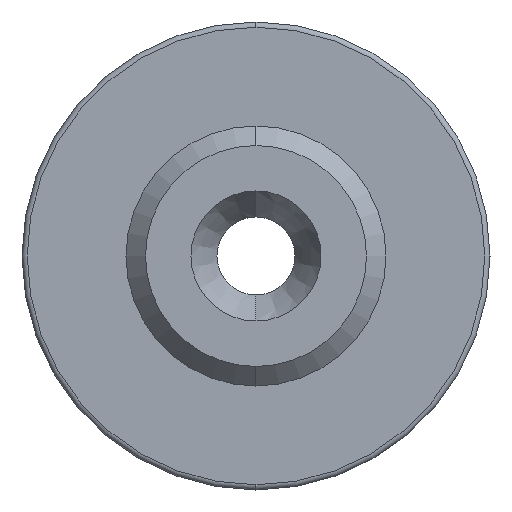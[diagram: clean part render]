
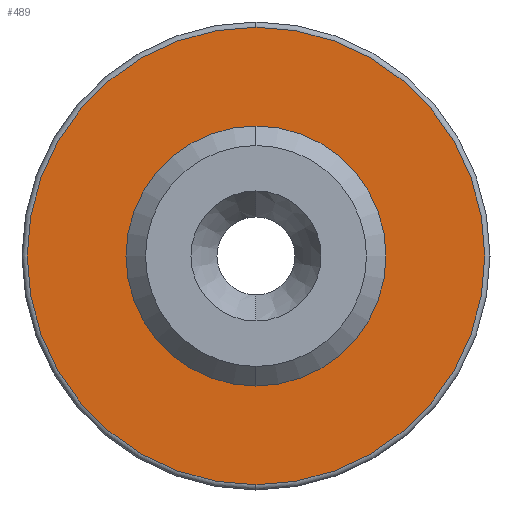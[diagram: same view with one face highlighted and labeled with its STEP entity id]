
A CAD part, left-side view. The second image highlights one B-rep face of the part: STEP entity #489.
In plain terms, the highlighted planar face has unit normal (-1, 0, 0).
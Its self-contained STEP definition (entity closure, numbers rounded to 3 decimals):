
#7 = VERTEX_POINT ( 'NONE', #468 ) ;
#30 = DIRECTION ( 'NONE',  ( 0., 0., -1. ) ) ;
#56 = DIRECTION ( 'NONE',  ( -1., 0., 0. ) ) ;
#83 = AXIS2_PLACEMENT_3D ( 'NONE', #240, #56, #366 ) ;
#111 = PLANE ( 'NONE',  #253 ) ;
#112 = DIRECTION ( 'NONE',  ( -1., 0., 0. ) ) ;
#133 = DIRECTION ( 'NONE',  ( -1., 0., 0. ) ) ;
#137 = EDGE_LOOP ( 'NONE', ( #219, #279 ) ) ;
#149 = VERTEX_POINT ( 'NONE', #274 ) ;
#155 = EDGE_CURVE ( 'NONE', #673, #7, #296, .T. ) ;
#163 = CIRCLE ( 'NONE', #392, 8.8 ) ;
#173 = CARTESIAN_POINT ( 'NONE',  ( -80., 0., 0. ) ) ;
#177 = CARTESIAN_POINT ( 'NONE',  ( -80., 0., 8.8 ) ) ;
#179 = AXIS2_PLACEMENT_3D ( 'NONE', #173, #609, #234 ) ;
#212 = AXIS2_PLACEMENT_3D ( 'NONE', #491, #112, #552 ) ;
#219 = ORIENTED_EDGE ( 'NONE', *, *, #508, .F. ) ;
#220 = CIRCLE ( 'NONE', #83, 8.8 ) ;
#234 = DIRECTION ( 'NONE',  ( 0., 0., 1. ) ) ;
#240 = CARTESIAN_POINT ( 'NONE',  ( -80., 0., 0. ) ) ;
#253 = AXIS2_PLACEMENT_3D ( 'NONE', #725, #305, #30 ) ;
#274 = CARTESIAN_POINT ( 'NONE',  ( -80., 0., -8.8 ) ) ;
#279 = ORIENTED_EDGE ( 'NONE', *, *, #155, .F. ) ;
#296 = CIRCLE ( 'NONE', #179, 4.25 ) ;
#305 = DIRECTION ( 'NONE',  ( 1., 0., 0. ) ) ;
#335 = CARTESIAN_POINT ( 'NONE',  ( -80., 0., -4.25 ) ) ;
#366 = DIRECTION ( 'NONE',  ( 0., 0., 1. ) ) ;
#370 = CIRCLE ( 'NONE', #212, 4.25 ) ;
#392 = AXIS2_PLACEMENT_3D ( 'NONE', #510, #133, #574 ) ;
#455 = EDGE_CURVE ( 'NONE', #149, #488, #220, .T. ) ;
#468 = CARTESIAN_POINT ( 'NONE',  ( -80., 0., 4.25 ) ) ;
#488 = VERTEX_POINT ( 'NONE', #177 ) ;
#489 = ADVANCED_FACE ( 'NONE', ( #674, #534 ), #111, .F. ) ;
#491 = CARTESIAN_POINT ( 'NONE',  ( -80., 0., 0. ) ) ;
#496 = ORIENTED_EDGE ( 'NONE', *, *, #455, .T. ) ;
#508 = EDGE_CURVE ( 'NONE', #7, #673, #370, .T. ) ;
#510 = CARTESIAN_POINT ( 'NONE',  ( -80., 0., 0. ) ) ;
#534 = FACE_OUTER_BOUND ( 'NONE', #681, .T. ) ;
#552 = DIRECTION ( 'NONE',  ( 0., 0., 1. ) ) ;
#562 = ORIENTED_EDGE ( 'NONE', *, *, #713, .T. ) ;
#574 = DIRECTION ( 'NONE',  ( 0., 0., 1. ) ) ;
#609 = DIRECTION ( 'NONE',  ( -1., 0., 0. ) ) ;
#673 = VERTEX_POINT ( 'NONE', #335 ) ;
#674 = FACE_BOUND ( 'NONE', #137, .T. ) ;
#681 = EDGE_LOOP ( 'NONE', ( #562, #496 ) ) ;
#713 = EDGE_CURVE ( 'NONE', #488, #149, #163, .T. ) ;
#725 = CARTESIAN_POINT ( 'NONE',  ( -80., 0., -8.8 ) ) ;
